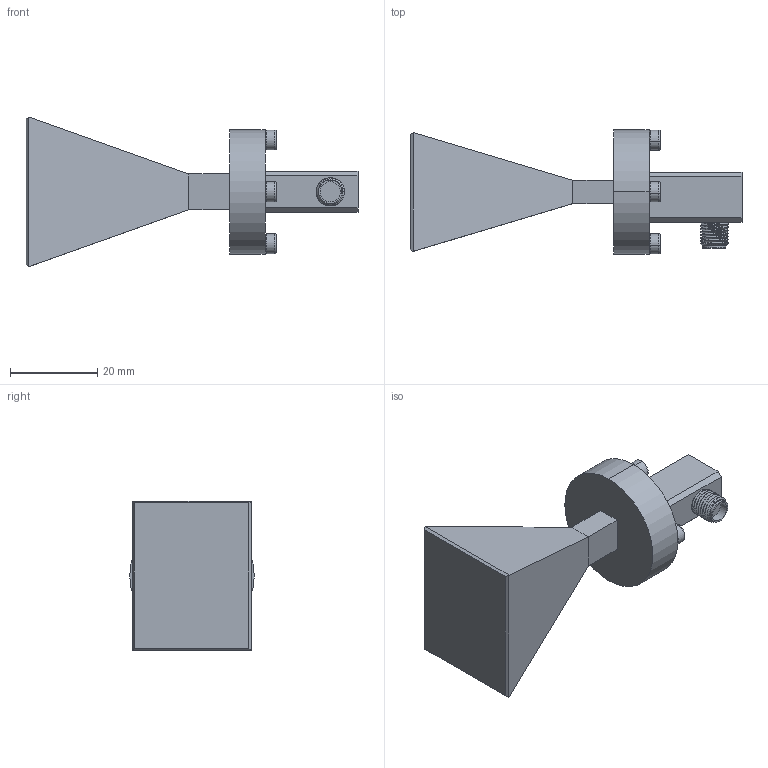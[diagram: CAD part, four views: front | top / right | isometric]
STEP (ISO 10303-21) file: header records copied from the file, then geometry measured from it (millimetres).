
FILE_DESCRIPTION (( 'STEP AP203' ), '1' );
FILE_NAME ('SAR-2013-22VF-R2.STEP', '2026-02-18T20:54:36', ( '' ), ( '' ), 'SwSTEP 2.0', 'SolidWorks 2021', '' );
FILE_SCHEMA (( 'CONFIG_CONTROL_DESIGN' ));
Length unit declared in the file: inch
Products named in the file (1): SAR-2013-22VF-R2
Bounding box: 76.2 x 28.57 x 34.34 mm (x, y, z)
Volume: 23258 mm3; surface area: 7376.9 mm2
Topology: 1 solids, 1 shells, 137 faces, 318 edges, 196 vertices
Faces by surface type: plane 59, cylinder 54, cone 10, torus 8, bspline 6
Entity records: 7141 total; most frequent: CARTESIAN_POINT 4111, ORIENTED_EDGE 636, DIRECTION 571, EDGE_CURVE 318, VERTEX_POINT 196, VECTOR 191, LINE 191, AXIS2_PLACEMENT_3D 190
